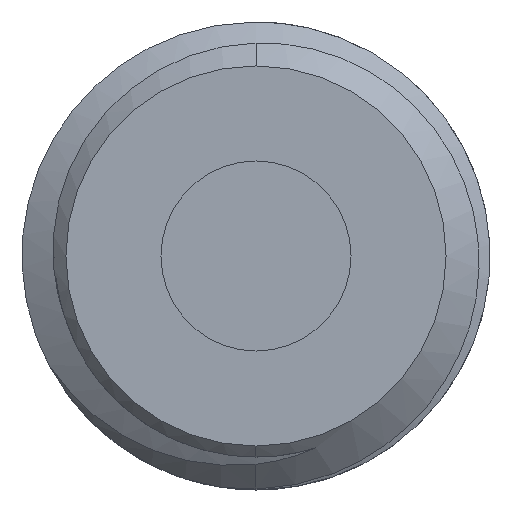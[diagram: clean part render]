
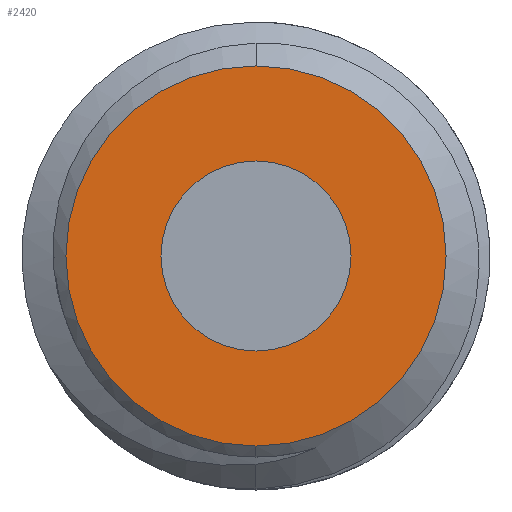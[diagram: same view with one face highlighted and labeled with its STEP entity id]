
A CAD part, front view. The second image highlights one B-rep face of the part: STEP entity #2420.
In plain terms, the highlighted face is planar.
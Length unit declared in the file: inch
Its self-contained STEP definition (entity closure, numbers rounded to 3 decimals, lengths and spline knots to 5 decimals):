
#183 = CARTESIAN_POINT ( 'NONE',  ( 0., 0., 0. ) ) ;
#491 = VERTEX_POINT ( 'NONE', #2332 ) ;
#569 = DIRECTION ( 'NONE',  ( 1., 0., 0. ) ) ;
#604 = AXIS2_PLACEMENT_3D ( 'NONE', #3432, #2855, #3126 ) ;
#666 = AXIS2_PLACEMENT_3D ( 'NONE', #3080, #569, #1122 ) ;
#710 = EDGE_CURVE ( 'NONE', #491, #2477, #984, .T. ) ;
#910 = PLANE ( 'NONE',  #1204 ) ;
#935 = CARTESIAN_POINT ( 'NONE',  ( 0., 0., -0.125 ) ) ;
#984 = CIRCLE ( 'NONE', #1287, 0.0625 ) ;
#1012 = DIRECTION ( 'NONE',  ( 0., 0., -1. ) ) ;
#1037 = DIRECTION ( 'NONE',  ( 1., 0., 0. ) ) ;
#1089 = EDGE_CURVE ( 'NONE', #2477, #491, #2594, .T. ) ;
#1122 = DIRECTION ( 'NONE',  ( 0., 0., -1. ) ) ;
#1201 = DIRECTION ( 'NONE',  ( -1., 0., 0. ) ) ;
#1204 = AXIS2_PLACEMENT_3D ( 'NONE', #2563, #1201, #1776 ) ;
#1287 = AXIS2_PLACEMENT_3D ( 'NONE', #2703, #1037, #1012 ) ;
#1324 = FACE_BOUND ( 'NONE', #2014, .T. ) ;
#1712 = ORIENTED_EDGE ( 'NONE', *, *, #3487, .F. ) ;
#1738 = CIRCLE ( 'NONE', #1948, 0.125 ) ;
#1776 = DIRECTION ( 'NONE',  ( 0., 0., 1. ) ) ;
#1948 = AXIS2_PLACEMENT_3D ( 'NONE', #183, #2699, #2136 ) ;
#1984 = CARTESIAN_POINT ( 'NONE',  ( 0., 0., 0.125 ) ) ;
#2014 = EDGE_LOOP ( 'NONE', ( #3592, #2046 ) ) ;
#2046 = ORIENTED_EDGE ( 'NONE', *, *, #1089, .T. ) ;
#2136 = DIRECTION ( 'NONE',  ( 0., 0., -1. ) ) ;
#2253 = ORIENTED_EDGE ( 'NONE', *, *, #3232, .F. ) ;
#2332 = CARTESIAN_POINT ( 'NONE',  ( 0., 0., -0.0625 ) ) ;
#2390 = VERTEX_POINT ( 'NONE', #935 ) ;
#2420 = ADVANCED_FACE ( 'NONE', ( #1324, #3332 ), #910, .T. ) ;
#2477 = VERTEX_POINT ( 'NONE', #2640 ) ;
#2563 = CARTESIAN_POINT ( 'NONE',  ( 0., 0.125, 0. ) ) ;
#2594 = CIRCLE ( 'NONE', #604, 0.0625 ) ;
#2640 = CARTESIAN_POINT ( 'NONE',  ( 0., 0., 0.0625 ) ) ;
#2642 = EDGE_LOOP ( 'NONE', ( #1712, #2253 ) ) ;
#2699 = DIRECTION ( 'NONE',  ( 1., 0., 0. ) ) ;
#2703 = CARTESIAN_POINT ( 'NONE',  ( 0., 0., 0. ) ) ;
#2855 = DIRECTION ( 'NONE',  ( 1., 0., 0. ) ) ;
#3080 = CARTESIAN_POINT ( 'NONE',  ( 0., 0., 0. ) ) ;
#3126 = DIRECTION ( 'NONE',  ( 0., 0., -1. ) ) ;
#3232 = EDGE_CURVE ( 'NONE', #3491, #2390, #1738, .T. ) ;
#3332 = FACE_OUTER_BOUND ( 'NONE', #2642, .T. ) ;
#3432 = CARTESIAN_POINT ( 'NONE',  ( 0., 0., 0. ) ) ;
#3487 = EDGE_CURVE ( 'NONE', #2390, #3491, #3517, .T. ) ;
#3491 = VERTEX_POINT ( 'NONE', #1984 ) ;
#3517 = CIRCLE ( 'NONE', #666, 0.125 ) ;
#3592 = ORIENTED_EDGE ( 'NONE', *, *, #710, .T. ) ;
